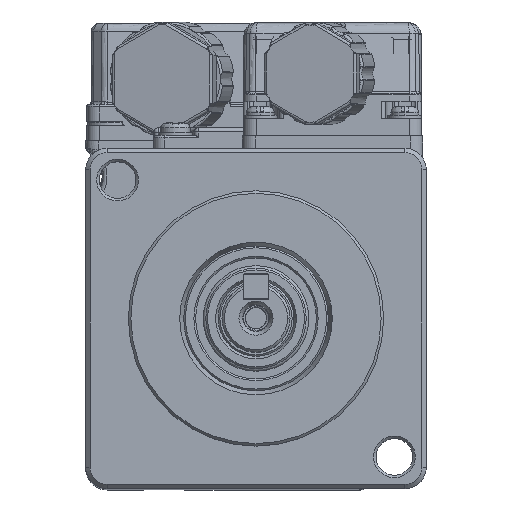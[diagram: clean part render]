
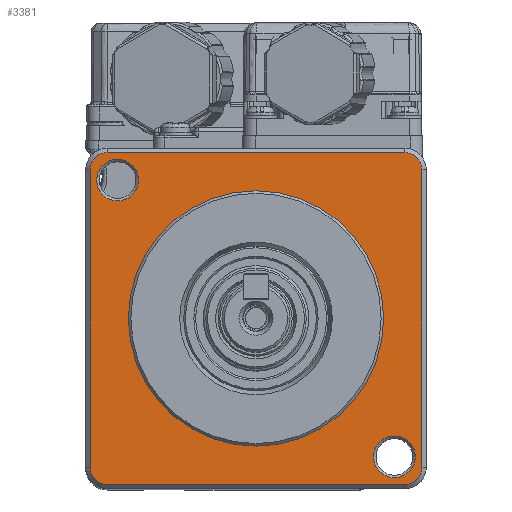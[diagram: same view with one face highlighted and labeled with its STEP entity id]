
A CAD part, top view. The second image highlights one B-rep face of the part: STEP entity #3381.
In plain terms, the highlighted planar face has unit normal (0, 0, 1).
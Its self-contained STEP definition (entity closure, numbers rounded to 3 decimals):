
#1824=CARTESIAN_POINT('',(99.5,-17.5,-16.4));
#1825=VERTEX_POINT('',#1824);
#1833=CARTESIAN_POINT('',(99.5,17.5,-16.4));
#1834=VERTEX_POINT('',#1833);
#1841=CARTESIAN_POINT('',(99.5,17.5,-16.4));
#1842=DIRECTION('',(0.,-1.,0.));
#1843=VECTOR('',#1842,35.);
#1844=LINE('',#1841,#1843);
#1845=EDGE_CURVE('',#1834,#1825,#1844,.T.);
#2271=CARTESIAN_POINT('',(62.5,-19.5,-16.4));
#2272=VERTEX_POINT('',#2271);
#2280=CARTESIAN_POINT('',(97.5,-19.5,-16.4));
#2281=VERTEX_POINT('',#2280);
#2288=CARTESIAN_POINT('',(97.5,-19.5,-16.4));
#2289=DIRECTION('',(-1.,0.,0.));
#2290=VECTOR('',#2289,35.);
#2291=LINE('',#2288,#2290);
#2292=EDGE_CURVE('',#2281,#2272,#2291,.T.);
#2302=CARTESIAN_POINT('',(60.5,-17.5,-16.4));
#2303=VERTEX_POINT('',#2302);
#2312=CARTESIAN_POINT('',(62.5,-17.5,-16.4));
#2313=DIRECTION('',(0.,-1.,0.));
#2314=DIRECTION('',(0.,0.,-1.));
#2315=AXIS2_PLACEMENT_3D('',#2312,#2314,#2313);
#2316=CIRCLE('',#2315,2.);
#2317=EDGE_CURVE('',#2272,#2303,#2316,.T.);
#2366=CARTESIAN_POINT('',(60.5,17.5,-16.4));
#2367=VERTEX_POINT('',#2366);
#2368=CARTESIAN_POINT('',(60.5,-17.5,-16.4));
#2369=DIRECTION('',(0.,1.,0.));
#2370=VECTOR('',#2369,35.);
#2371=LINE('',#2368,#2370);
#2372=EDGE_CURVE('',#2303,#2367,#2371,.T.);
#2798=CARTESIAN_POINT('',(62.5,19.5,-16.4));
#2799=VERTEX_POINT('',#2798);
#2806=CARTESIAN_POINT('',(97.5,19.5,-16.4));
#2807=VERTEX_POINT('',#2806);
#2808=CARTESIAN_POINT('',(62.5,19.5,-16.4));
#2809=DIRECTION('',(1.,0.,0.));
#2810=VECTOR('',#2809,35.);
#2811=LINE('',#2808,#2810);
#2812=EDGE_CURVE('',#2799,#2807,#2811,.T.);
#3226=CARTESIAN_POINT('',(97.5,17.5,-16.4));
#3227=DIRECTION('',(0.,1.,0.));
#3228=DIRECTION('',(0.,0.,-1.));
#3229=AXIS2_PLACEMENT_3D('',#3226,#3228,#3227);
#3230=CIRCLE('',#3229,2.);
#3231=EDGE_CURVE('',#2807,#1834,#3230,.T.);
#3317=CARTESIAN_POINT('',(97.5,-17.5,-16.4));
#3318=DIRECTION('',(1.,0.,0.));
#3319=DIRECTION('',(0.,0.,-1.));
#3320=AXIS2_PLACEMENT_3D('',#3317,#3319,#3318);
#3321=CIRCLE('',#3320,2.);
#3322=EDGE_CURVE('',#1825,#2281,#3321,.T.);
#3327=CARTESIAN_POINT('',(80.,0.,-16.4));
#3328=DIRECTION('',(0.,1.,0.));
#3329=DIRECTION('',(0.,-0.,1.));
#3330=AXIS2_PLACEMENT_3D('',#3327,#3329,#3328);
#3331=PLANE('',#3330);
#3332=ORIENTED_EDGE('',*,*,#1845,.F.);
#3333=ORIENTED_EDGE('',*,*,#3231,.F.);
#3334=ORIENTED_EDGE('',*,*,#2812,.F.);
#3335=CARTESIAN_POINT('',(62.5,17.5,-16.4));
#3336=DIRECTION('',(0.,1.,0.));
#3337=DIRECTION('',(0.,0.,1.));
#3338=AXIS2_PLACEMENT_3D('',#3335,#3337,#3336);
#3339=CIRCLE('',#3338,2.);
#3340=EDGE_CURVE('',#2799,#2367,#3339,.T.);
#3341=ORIENTED_EDGE('',*,*,#3340,.T.);
#3342=ORIENTED_EDGE('',*,*,#2372,.F.);
#3343=ORIENTED_EDGE('',*,*,#2317,.F.);
#3344=ORIENTED_EDGE('',*,*,#2292,.F.);
#3345=ORIENTED_EDGE('',*,*,#3322,.F.);
#3346=EDGE_LOOP('',(#3332,#3333,#3334,#3341,#3342,#3343,#3344,#3345));
#3347=FACE_OUTER_BOUND('',#3346,.T.);
#3348=CARTESIAN_POINT('',(65.,0.,-16.4));
#3349=VERTEX_POINT('',#3348);
#3350=CARTESIAN_POINT('',(80.,0.,-16.4));
#3351=DIRECTION('',(-1.,0.,-0.));
#3352=DIRECTION('',(0.,0.,-1.));
#3353=AXIS2_PLACEMENT_3D('',#3350,#3352,#3351);
#3354=CIRCLE('',#3353,15.);
#3355=EDGE_CURVE('',#3349,#3349,#3354,.T.);
#3356=ORIENTED_EDGE('',*,*,#3355,.T.);
#3357=EDGE_LOOP('',(#3356));
#3358=FACE_BOUND('',#3357,.T.);
#3359=CARTESIAN_POINT('',(93.813,-16.263,-16.4));
#3360=VERTEX_POINT('',#3359);
#3361=CARTESIAN_POINT('',(96.263,-16.263,-16.4));
#3362=DIRECTION('',(-1.,0.,0.));
#3363=DIRECTION('',(0.,0.,-1.));
#3364=AXIS2_PLACEMENT_3D('',#3361,#3363,#3362);
#3365=CIRCLE('',#3364,2.45);
#3366=EDGE_CURVE('',#3360,#3360,#3365,.T.);
#3367=ORIENTED_EDGE('',*,*,#3366,.T.);
#3368=EDGE_LOOP('',(#3367));
#3369=FACE_BOUND('',#3368,.T.);
#3370=CARTESIAN_POINT('',(61.287,16.263,-16.4));
#3371=VERTEX_POINT('',#3370);
#3372=CARTESIAN_POINT('',(63.737,16.263,-16.4));
#3373=DIRECTION('',(-1.,0.,0.));
#3374=DIRECTION('',(0.,0.,-1.));
#3375=AXIS2_PLACEMENT_3D('',#3372,#3374,#3373);
#3376=CIRCLE('',#3375,2.45);
#3377=EDGE_CURVE('',#3371,#3371,#3376,.T.);
#3378=ORIENTED_EDGE('',*,*,#3377,.T.);
#3379=EDGE_LOOP('',(#3378));
#3380=FACE_BOUND('',#3379,.T.);
#3381=ADVANCED_FACE('',(#3347,#3358,#3369,#3380),#3331,.T.);
